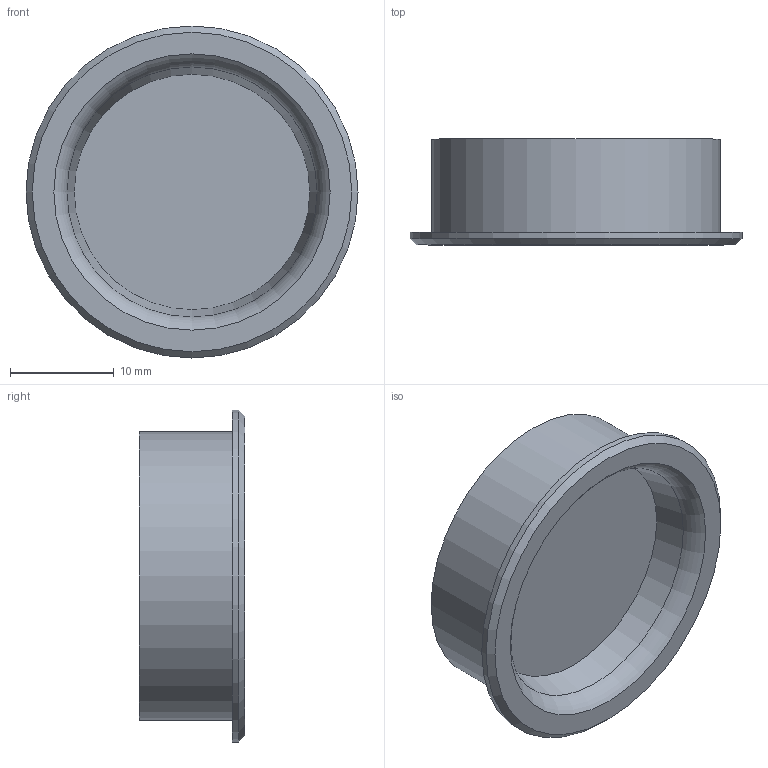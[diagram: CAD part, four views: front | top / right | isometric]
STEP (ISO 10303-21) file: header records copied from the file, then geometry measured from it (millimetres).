
FILE_DESCRIPTION(/* description */ (''),/* implementation_level */ '2;1');
FILE_NAME(/* name */ 'CPAP inlet grill v0.step',/* time_stamp */ '2022-08-14T16:06:03+05:00',/* author */ (''),/* organization */ (''),/* preprocessor_version */ 'ST-DEVELOPER v19',/* originating_system */ 'Autodesk Translation Framework v11.7.0.108',/* authorisation */ '');
FILE_SCHEMA (('AUTOMOTIVE_DESIGN { 1 0 10303 214 3 1 1 }'));
Length unit declared in the file: millimetre
Products named in the file (3): CPAP inlet grill; Grill; Inlet
Assembly tree (2 placements, depth 2):
  CPAP inlet grill
    Grill
    Inlet
Bounding box: 32 x 10.2 x 32 mm (x, y, z)
Volume: 1994.7 mm3; surface area: 3865.7 mm2
Topology: 2 solids, 2 shells, 16 faces, 27 edges, 18 vertices
Faces by surface type: plane 7, cylinder 4, cone 4, torus 1
Full cylindrical faces by diameter (mm): 25.2 x1, 25.4 x1, 27.8 x1, 32 x1
Entity records: 486 total; most frequent: DIRECTION 88, CARTESIAN_POINT 66, ORIENTED_EDGE 54, AXIS2_PLACEMENT_3D 40, EDGE_CURVE 27, EDGE_LOOP 21, CIRCLE 19, VERTEX_POINT 18
